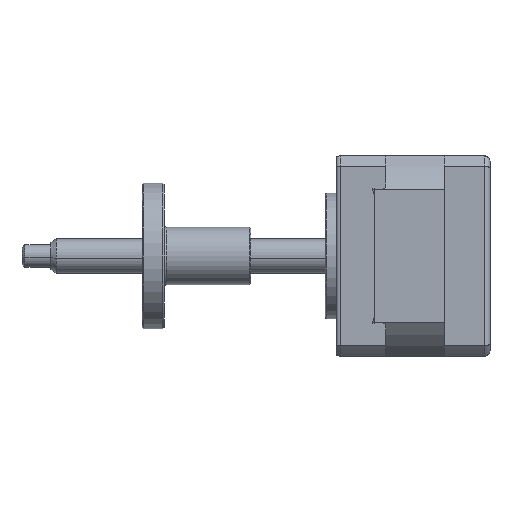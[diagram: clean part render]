
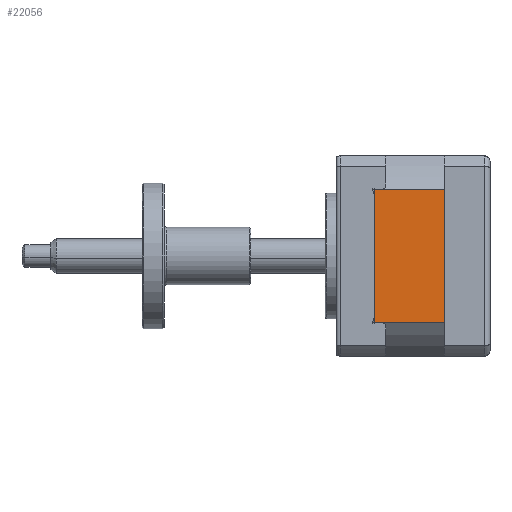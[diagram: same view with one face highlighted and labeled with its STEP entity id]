
A CAD part, left-side view. The second image highlights one B-rep face of the part: STEP entity #22056.
In plain terms, the highlighted planar face has unit normal (-1, 0, 0).
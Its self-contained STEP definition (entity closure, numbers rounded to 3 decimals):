
#68 = LINE ( 'NONE', #38066, #36775 ) ;
#390 = CARTESIAN_POINT ( 'NONE',  ( -17.5, 6.125, 11.608 ) ) ;
#579 = FACE_OUTER_BOUND ( 'NONE', #32247, .T. ) ;
#2199 = CARTESIAN_POINT ( 'NONE',  ( -17.5, -6.125, -11.608 ) ) ;
#4613 = CARTESIAN_POINT ( 'NONE',  ( -17.5, -6.125, -11.608 ) ) ;
#6781 = PLANE ( 'NONE',  #14763 ) ;
#6980 = DIRECTION ( 'NONE',  ( 0., 0., 1. ) ) ;
#14763 = AXIS2_PLACEMENT_3D ( 'NONE', #2199, #35670, #6980 ) ;
#17202 = CARTESIAN_POINT ( 'NONE',  ( -17.5, -6.125, -11.608 ) ) ;
#17961 = EDGE_CURVE ( 'NONE', #40089, #45697, #30864, .T. ) ;
#18120 = VECTOR ( 'NONE', #33278, 1000. ) ;
#19056 = DIRECTION ( 'NONE',  ( 0., 1., 0. ) ) ;
#19789 = VECTOR ( 'NONE', #19056, 1000. ) ;
#22056 = ADVANCED_FACE ( 'NONE', ( #579 ), #6781, .F. ) ;
#22251 = DIRECTION ( 'NONE',  ( 0., 0., -1. ) ) ;
#23633 = ORIENTED_EDGE ( 'NONE', *, *, #17961, .F. ) ;
#25328 = CARTESIAN_POINT ( 'NONE',  ( -17.5, 6.125, -11.608 ) ) ;
#27794 = EDGE_CURVE ( 'NONE', #34408, #36854, #31051, .T. ) ;
#30864 = LINE ( 'NONE', #4613, #18120 ) ;
#31051 = LINE ( 'NONE', #42933, #19789 ) ;
#32247 = EDGE_LOOP ( 'NONE', ( #32639, #23633, #50504, #43417 ) ) ;
#32639 = ORIENTED_EDGE ( 'NONE', *, *, #58614, .T. ) ;
#33253 = DIRECTION ( 'NONE',  ( 0., 0., -1. ) ) ;
#33278 = DIRECTION ( 'NONE',  ( 0., 1., 0. ) ) ;
#34408 = VERTEX_POINT ( 'NONE', #48851 ) ;
#35633 = LINE ( 'NONE', #17202, #59655 ) ;
#35670 = DIRECTION ( 'NONE',  ( 1., 0., 0. ) ) ;
#36775 = VECTOR ( 'NONE', #33253, 1000. ) ;
#36854 = VERTEX_POINT ( 'NONE', #390 ) ;
#38066 = CARTESIAN_POINT ( 'NONE',  ( -17.5, 6.125, -11.608 ) ) ;
#40089 = VERTEX_POINT ( 'NONE', #40875 ) ;
#40875 = CARTESIAN_POINT ( 'NONE',  ( -17.5, -6.125, -11.608 ) ) ;
#42933 = CARTESIAN_POINT ( 'NONE',  ( -17.5, -6.125, 11.608 ) ) ;
#43417 = ORIENTED_EDGE ( 'NONE', *, *, #27794, .T. ) ;
#43851 = EDGE_CURVE ( 'NONE', #34408, #40089, #35633, .T. ) ;
#45697 = VERTEX_POINT ( 'NONE', #25328 ) ;
#48851 = CARTESIAN_POINT ( 'NONE',  ( -17.5, -6.125, 11.608 ) ) ;
#50504 = ORIENTED_EDGE ( 'NONE', *, *, #43851, .F. ) ;
#58614 = EDGE_CURVE ( 'NONE', #36854, #45697, #68, .T. ) ;
#59655 = VECTOR ( 'NONE', #22251, 1000. ) ;
